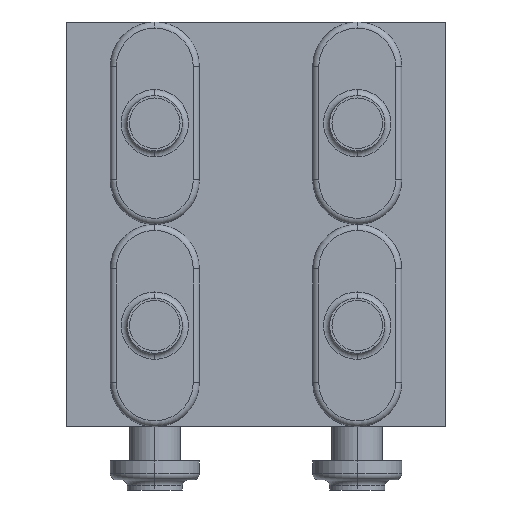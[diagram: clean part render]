
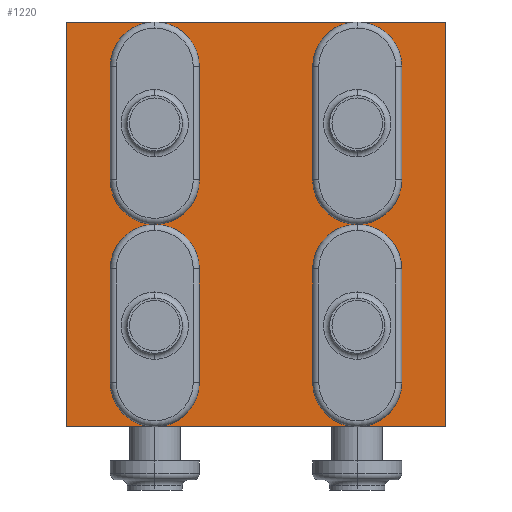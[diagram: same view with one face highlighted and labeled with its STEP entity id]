
A CAD part, front view. The second image highlights one B-rep face of the part: STEP entity #1220.
In plain terms, the highlighted planar face has unit normal (0, -1, 0).
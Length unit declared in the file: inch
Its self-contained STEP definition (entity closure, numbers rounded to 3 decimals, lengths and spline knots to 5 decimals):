
#13 = EDGE_LOOP ( 'NONE', ( #1733, #1227, #1135, #1072 ) ) ;
#467 = EDGE_CURVE ( 'NONE', #1123, #1260, #2022, .T. ) ;
#570 = VERTEX_POINT ( 'NONE', #2090 ) ;
#740 = VERTEX_POINT ( 'NONE', #2427 ) ;
#745 = EDGE_CURVE ( 'NONE', #1119, #740, #2455, .T. ) ;
#819 = VERTEX_POINT ( 'NONE', #1578 ) ;
#999 = ORIENTED_EDGE ( 'NONE', *, *, #1250, .F. ) ;
#1041 = EDGE_CURVE ( 'NONE', #1234, #1752, #1779, .T. ) ;
#1072 = ORIENTED_EDGE ( 'NONE', *, *, #2517, .T. ) ;
#1077 = ORIENTED_EDGE ( 'NONE', *, *, #1041, .F. ) ;
#1108 = EDGE_CURVE ( 'NONE', #1178, #2398, #2334, .T. ) ;
#1114 = EDGE_LOOP ( 'NONE', ( #1077, #999 ) ) ;
#1119 = VERTEX_POINT ( 'NONE', #2385 ) ;
#1123 = VERTEX_POINT ( 'NONE', #2421 ) ;
#1129 = EDGE_CURVE ( 'NONE', #740, #1119, #2472, .T. ) ;
#1130 = ORIENTED_EDGE ( 'NONE', *, *, #1208, .F. ) ;
#1134 = ORIENTED_EDGE ( 'NONE', *, *, #1170, .F. ) ;
#1135 = ORIENTED_EDGE ( 'NONE', *, *, #1108, .T. ) ;
#1155 = ORIENTED_EDGE ( 'NONE', *, *, #1129, .F. ) ;
#1170 = EDGE_CURVE ( 'NONE', #1188, #819, #2638, .T. ) ;
#1178 = VERTEX_POINT ( 'NONE', #2658 ) ;
#1188 = VERTEX_POINT ( 'NONE', #1448 ) ;
#1191 = EDGE_LOOP ( 'NONE', ( #1134, #1130 ) ) ;
#1195 = EDGE_CURVE ( 'NONE', #1178, #1274, #1487, .T. ) ;
#1200 = EDGE_LOOP ( 'NONE', ( #1155, #2012 ) ) ;
#1208 = EDGE_CURVE ( 'NONE', #819, #1188, #1572, .T. ) ;
#1211 = ORIENTED_EDGE ( 'NONE', *, *, #467, .F. ) ;
#1220 = ADVANCED_FACE ( 'NONE', ( #1667, #1668, #1669, #1670, #1671 ), #1672, .T. ) ;
#1227 = ORIENTED_EDGE ( 'NONE', *, *, #1195, .F. ) ;
#1234 = VERTEX_POINT ( 'NONE', #1809 ) ;
#1250 = EDGE_CURVE ( 'NONE', #1752, #1234, #1934, .T. ) ;
#1259 = EDGE_CURVE ( 'NONE', #1260, #1123, #1989, .T. ) ;
#1260 = VERTEX_POINT ( 'NONE', #1995 ) ;
#1274 = VERTEX_POINT ( 'NONE', #2132 ) ;
#1335 = ORIENTED_EDGE ( 'NONE', *, *, #1259, .F. ) ;
#1386 = EDGE_CURVE ( 'NONE', #1274, #570, #2264, .T. ) ;
#1405 = CARTESIAN_POINT ( 'NONE',  ( -0.9375, 0., 0. ) ) ;
#1448 = CARTESIAN_POINT ( 'NONE',  ( -0.5, 0., 1.3715 ) ) ;
#1474 = LINE ( 'NONE', #1475, #1476 ) ;
#1475 = CARTESIAN_POINT ( 'NONE',  ( -0.9375, 0., 0. ) ) ;
#1476 = VECTOR ( 'NONE', #1477, 39.37008 ) ;
#1477 = DIRECTION ( 'NONE',  ( 1., 0., 0. ) ) ;
#1487 = LINE ( 'NONE', #1490, #1491 ) ;
#1490 = CARTESIAN_POINT ( 'NONE',  ( -0.9375, 0., 2. ) ) ;
#1491 = VECTOR ( 'NONE', #1492, 39.37008 ) ;
#1492 = DIRECTION ( 'NONE',  ( 1., 0., 0. ) ) ;
#1572 = CIRCLE ( 'NONE', #1573, 0.1285 ) ;
#1573 = AXIS2_PLACEMENT_3D ( 'NONE', #1574, #1575, #1576 ) ;
#1574 = CARTESIAN_POINT ( 'NONE',  ( -0.5, 0., 1.5 ) ) ;
#1575 = DIRECTION ( 'NONE',  ( 0., -1., 0. ) ) ;
#1576 = DIRECTION ( 'NONE',  ( 0., 0., -1. ) ) ;
#1578 = CARTESIAN_POINT ( 'NONE',  ( -0.5, 0., 1.6285 ) ) ;
#1667 = FACE_BOUND ( 'NONE', #1200, .T. ) ;
#1668 = FACE_BOUND ( 'NONE', #1820, .T. ) ;
#1669 = FACE_BOUND ( 'NONE', #1191, .T. ) ;
#1670 = FACE_BOUND ( 'NONE', #1114, .T. ) ;
#1671 = FACE_OUTER_BOUND ( 'NONE', #13, .T. ) ;
#1672 = PLANE ( 'NONE',  #1673 ) ;
#1673 = AXIS2_PLACEMENT_3D ( 'NONE', #1674, #1675, #1676 ) ;
#1674 = CARTESIAN_POINT ( 'NONE',  ( -0.9375, 0., 2. ) ) ;
#1675 = DIRECTION ( 'NONE',  ( 0., -1., 0. ) ) ;
#1676 = DIRECTION ( 'NONE',  ( 0., 0., -1. ) ) ;
#1733 = ORIENTED_EDGE ( 'NONE', *, *, #1386, .F. ) ;
#1752 = VERTEX_POINT ( 'NONE', #2460 ) ;
#1779 = CIRCLE ( 'NONE', #1780, 0.1285 ) ;
#1780 = AXIS2_PLACEMENT_3D ( 'NONE', #1781, #1782, #1783 ) ;
#1781 = CARTESIAN_POINT ( 'NONE',  ( -0.5, 0., 0.5 ) ) ;
#1782 = DIRECTION ( 'NONE',  ( 0., -1., 0. ) ) ;
#1783 = DIRECTION ( 'NONE',  ( 0., 0., -1. ) ) ;
#1809 = CARTESIAN_POINT ( 'NONE',  ( -0.5, 0., 0.3715 ) ) ;
#1820 = EDGE_LOOP ( 'NONE', ( #1335, #1211 ) ) ;
#1934 = CIRCLE ( 'NONE', #1935, 0.1285 ) ;
#1935 = AXIS2_PLACEMENT_3D ( 'NONE', #1936, #1937, #1938 ) ;
#1936 = CARTESIAN_POINT ( 'NONE',  ( -0.5, 0., 0.5 ) ) ;
#1937 = DIRECTION ( 'NONE',  ( 0., -1., 0. ) ) ;
#1938 = DIRECTION ( 'NONE',  ( 0., 0., -1. ) ) ;
#1989 = CIRCLE ( 'NONE', #1990, 0.1285 ) ;
#1990 = AXIS2_PLACEMENT_3D ( 'NONE', #1991, #1992, #1993 ) ;
#1991 = CARTESIAN_POINT ( 'NONE',  ( 0.5, 0., 0.5 ) ) ;
#1992 = DIRECTION ( 'NONE',  ( 0., -1., 0. ) ) ;
#1993 = DIRECTION ( 'NONE',  ( 0., 0., -1. ) ) ;
#1995 = CARTESIAN_POINT ( 'NONE',  ( 0.5, 0., 0.3715 ) ) ;
#2012 = ORIENTED_EDGE ( 'NONE', *, *, #745, .F. ) ;
#2022 = CIRCLE ( 'NONE', #2023, 0.1285 ) ;
#2023 = AXIS2_PLACEMENT_3D ( 'NONE', #2024, #2025, #2026 ) ;
#2024 = CARTESIAN_POINT ( 'NONE',  ( 0.5, 0., 0.5 ) ) ;
#2025 = DIRECTION ( 'NONE',  ( 0., -1., 0. ) ) ;
#2026 = DIRECTION ( 'NONE',  ( 0., 0., -1. ) ) ;
#2090 = CARTESIAN_POINT ( 'NONE',  ( 0.9375, 0., 0. ) ) ;
#2132 = CARTESIAN_POINT ( 'NONE',  ( 0.9375, 0., 2. ) ) ;
#2264 = LINE ( 'NONE', #2265, #2266 ) ;
#2265 = CARTESIAN_POINT ( 'NONE',  ( 0.9375, 0., 2. ) ) ;
#2266 = VECTOR ( 'NONE', #2267, 39.37008 ) ;
#2267 = DIRECTION ( 'NONE',  ( 0., 0., -1. ) ) ;
#2334 = LINE ( 'NONE', #2335, #2336 ) ;
#2335 = CARTESIAN_POINT ( 'NONE',  ( -0.9375, 0., 2. ) ) ;
#2336 = VECTOR ( 'NONE', #2337, 39.37008 ) ;
#2337 = DIRECTION ( 'NONE',  ( 0., 0., -1. ) ) ;
#2385 = CARTESIAN_POINT ( 'NONE',  ( 0.5, 0., 1.6285 ) ) ;
#2398 = VERTEX_POINT ( 'NONE', #1405 ) ;
#2421 = CARTESIAN_POINT ( 'NONE',  ( 0.5, 0., 0.6285 ) ) ;
#2427 = CARTESIAN_POINT ( 'NONE',  ( 0.5, 0., 1.3715 ) ) ;
#2455 = CIRCLE ( 'NONE', #2456, 0.1285 ) ;
#2456 = AXIS2_PLACEMENT_3D ( 'NONE', #2457, #2458, #2459 ) ;
#2457 = CARTESIAN_POINT ( 'NONE',  ( 0.5, 0., 1.5 ) ) ;
#2458 = DIRECTION ( 'NONE',  ( 0., -1., 0. ) ) ;
#2459 = DIRECTION ( 'NONE',  ( 0., 0., -1. ) ) ;
#2460 = CARTESIAN_POINT ( 'NONE',  ( -0.5, 0., 0.6285 ) ) ;
#2472 = CIRCLE ( 'NONE', #2473, 0.1285 ) ;
#2473 = AXIS2_PLACEMENT_3D ( 'NONE', #2474, #2475, #2476 ) ;
#2474 = CARTESIAN_POINT ( 'NONE',  ( 0.5, 0., 1.5 ) ) ;
#2475 = DIRECTION ( 'NONE',  ( 0., -1., 0. ) ) ;
#2476 = DIRECTION ( 'NONE',  ( 0., 0., -1. ) ) ;
#2517 = EDGE_CURVE ( 'NONE', #2398, #570, #1474, .T. ) ;
#2638 = CIRCLE ( 'NONE', #2639, 0.1285 ) ;
#2639 = AXIS2_PLACEMENT_3D ( 'NONE', #2640, #2641, #2642 ) ;
#2640 = CARTESIAN_POINT ( 'NONE',  ( -0.5, 0., 1.5 ) ) ;
#2641 = DIRECTION ( 'NONE',  ( 0., -1., 0. ) ) ;
#2642 = DIRECTION ( 'NONE',  ( 0., 0., -1. ) ) ;
#2658 = CARTESIAN_POINT ( 'NONE',  ( -0.9375, 0., 2. ) ) ;
